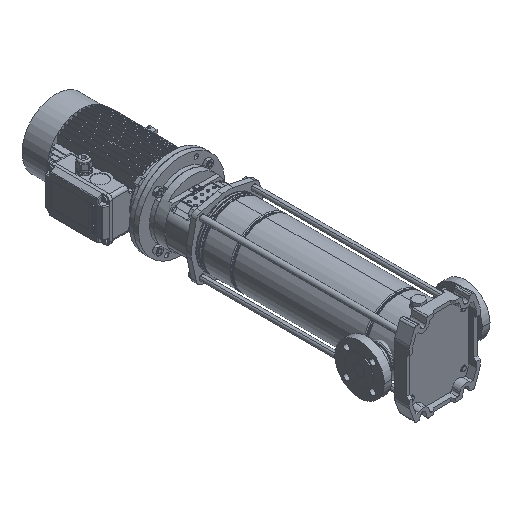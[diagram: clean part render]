
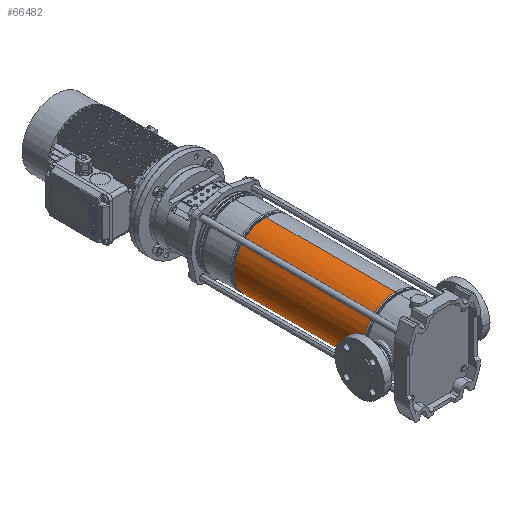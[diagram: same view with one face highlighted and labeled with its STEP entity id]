
A CAD part, isometric view. The second image highlights one B-rep face of the part: STEP entity #66482.
In plain terms, the highlighted cylindrical face has radius 74.9 mm (diameter 149.8 mm), a partial arc.
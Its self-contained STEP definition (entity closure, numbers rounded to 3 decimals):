
#3423 = CARTESIAN_POINT ( 'NONE',  ( 74.9, 0., 87.279 ) ) ;
#4907 = DIRECTION ( 'NONE',  ( 1., 0., 0. ) ) ;
#7115 = EDGE_CURVE ( 'NONE', #39571, #9748, #46982, .T. ) ;
#9428 = CARTESIAN_POINT ( 'NONE',  ( 74.9, 0., 0. ) ) ;
#9748 = VERTEX_POINT ( 'NONE', #35297 ) ;
#10019 = FACE_OUTER_BOUND ( 'NONE', #51560, .T. ) ;
#12083 = DIRECTION ( 'NONE',  ( 0., 0., -1. ) ) ;
#14545 = LINE ( 'NONE', #9428, #35451 ) ;
#16019 = EDGE_CURVE ( 'NONE', #41609, #9748, #38061, .T. ) ;
#18398 = ORIENTED_EDGE ( 'NONE', *, *, #22049, .T. ) ;
#19053 = ORIENTED_EDGE ( 'NONE', *, *, #24310, .T. ) ;
#19462 = CIRCLE ( 'NONE', #20568, 74.9 ) ;
#19699 = DIRECTION ( 'NONE',  ( 0., 0., -1. ) ) ;
#20568 = AXIS2_PLACEMENT_3D ( 'NONE', #52428, #12083, #37704 ) ;
#20954 = CYLINDRICAL_SURFACE ( 'NONE', #46553, 74.9 ) ;
#22049 = EDGE_CURVE ( 'NONE', #43746, #39571, #14545, .T. ) ;
#24310 = EDGE_CURVE ( 'NONE', #41609, #43746, #19462, .T. ) ;
#26890 = CARTESIAN_POINT ( 'NONE',  ( 74.9, 0., 388.221 ) ) ;
#30171 = DIRECTION ( 'NONE',  ( -1., 0., 0. ) ) ;
#30829 = DIRECTION ( 'NONE',  ( 0., 0., -1. ) ) ;
#34878 = AXIS2_PLACEMENT_3D ( 'NONE', #56524, #67466, #4907 ) ;
#35297 = CARTESIAN_POINT ( 'NONE',  ( -74.9, 0., 87.279 ) ) ;
#35451 = VECTOR ( 'NONE', #19699, 1000. ) ;
#37704 = DIRECTION ( 'NONE',  ( 1., 0., 0. ) ) ;
#38061 = LINE ( 'NONE', #54806, #60645 ) ;
#39571 = VERTEX_POINT ( 'NONE', #3423 ) ;
#41609 = VERTEX_POINT ( 'NONE', #43640 ) ;
#43085 = ORIENTED_EDGE ( 'NONE', *, *, #7115, .T. ) ;
#43640 = CARTESIAN_POINT ( 'NONE',  ( -74.9, 0., 388.221 ) ) ;
#43746 = VERTEX_POINT ( 'NONE', #26890 ) ;
#46553 = AXIS2_PLACEMENT_3D ( 'NONE', #61652, #30829, #30171 ) ;
#46982 = CIRCLE ( 'NONE', #34878, 74.9 ) ;
#49350 = DIRECTION ( 'NONE',  ( 0., 0., -1. ) ) ;
#51560 = EDGE_LOOP ( 'NONE', ( #19053, #18398, #43085, #58064 ) ) ;
#52428 = CARTESIAN_POINT ( 'NONE',  ( 0., 0., 388.221 ) ) ;
#54806 = CARTESIAN_POINT ( 'NONE',  ( -74.9, 0., 0. ) ) ;
#56524 = CARTESIAN_POINT ( 'NONE',  ( 0., 0., 87.279 ) ) ;
#58064 = ORIENTED_EDGE ( 'NONE', *, *, #16019, .F. ) ;
#60645 = VECTOR ( 'NONE', #49350, 1000. ) ;
#61652 = CARTESIAN_POINT ( 'NONE',  ( 0., 0., 0. ) ) ;
#66482 = ADVANCED_FACE ( 'NONE', ( #10019 ), #20954, .T. ) ;
#67466 = DIRECTION ( 'NONE',  ( 0., 0., 1. ) ) ;
